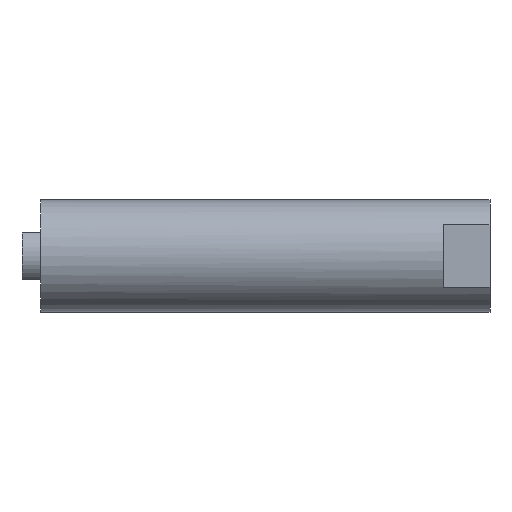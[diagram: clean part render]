
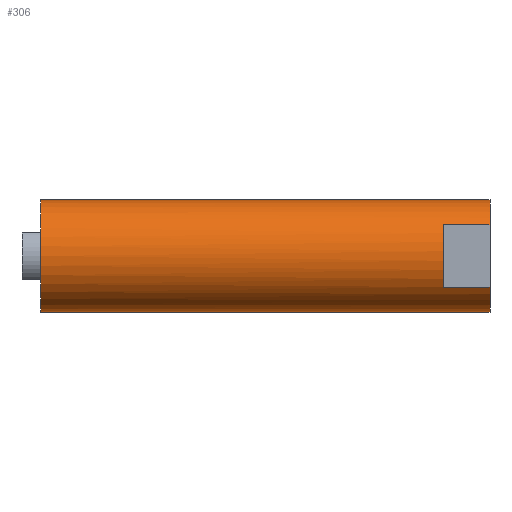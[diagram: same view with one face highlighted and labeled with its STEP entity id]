
A CAD part, left-side view. The second image highlights one B-rep face of the part: STEP entity #306.
In plain terms, the highlighted cylindrical face has radius 6 mm (diameter 12 mm), a partial arc.
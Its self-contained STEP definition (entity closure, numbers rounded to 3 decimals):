
#10 = CARTESIAN_POINT ( 'NONE',  ( 0., 0., 6. ) ) ;
#19 = CARTESIAN_POINT ( 'NONE',  ( 0., 48., 6. ) ) ;
#25 = CARTESIAN_POINT ( 'NONE',  ( 0., 48., -6. ) ) ;
#28 = CARTESIAN_POINT ( 'NONE',  ( -5., 5., -3.317 ) ) ;
#36 = CARTESIAN_POINT ( 'NONE',  ( -5., 0., 3.317 ) ) ;
#40 = CARTESIAN_POINT ( 'NONE',  ( -5., 0., -3.317 ) ) ;
#41 = CARTESIAN_POINT ( 'NONE',  ( 0., 0., -6. ) ) ;
#48 = VECTOR ( 'NONE', #277, 1000. ) ;
#49 = LINE ( 'NONE', #278, #48 ) ;
#79 = CARTESIAN_POINT ( 'NONE',  ( -5., 5., 3.317 ) ) ;
#136 = AXIS2_PLACEMENT_3D ( 'NONE', #257, #265, #258 ) ;
#161 = AXIS2_PLACEMENT_3D ( 'NONE', #269, #243, #239 ) ;
#169 = AXIS2_PLACEMENT_3D ( 'NONE', #282, #281, #279 ) ;
#239 = DIRECTION ( 'NONE',  ( 0., 0., -1. ) ) ;
#243 = DIRECTION ( 'NONE',  ( 0., -1., 0. ) ) ;
#257 = CARTESIAN_POINT ( 'NONE',  ( 0., 0., 0. ) ) ;
#258 = DIRECTION ( 'NONE',  ( 0., 0., -1. ) ) ;
#265 = DIRECTION ( 'NONE',  ( 0., -1., 0. ) ) ;
#269 = CARTESIAN_POINT ( 'NONE',  ( 0., 48., 0. ) ) ;
#273 = DIRECTION ( 'NONE',  ( 0., -1., 0. ) ) ;
#277 = DIRECTION ( 'NONE',  ( 0., -1., 0. ) ) ;
#278 = CARTESIAN_POINT ( 'NONE',  ( -5., 5., 3.317 ) ) ;
#279 = DIRECTION ( 'NONE',  ( 0., 0., -1. ) ) ;
#281 = DIRECTION ( 'NONE',  ( 0., -1., 0. ) ) ;
#282 = CARTESIAN_POINT ( 'NONE',  ( 0., 5., 0. ) ) ;
#306 = ADVANCED_FACE ( 'NONE', ( #450 ), #451, .T. ) ;
#326 = AXIS2_PLACEMENT_3D ( 'NONE', #821, #820, #794 ) ;
#356 = EDGE_CURVE ( 'NONE', #639, #628, #696, .T. ) ;
#364 = EDGE_CURVE ( 'NONE', #641, #625, #435, .T. ) ;
#383 = EDGE_CURVE ( 'NONE', #610, #641, #853, .T. ) ;
#388 = EDGE_CURVE ( 'NONE', #578, #628, #735, .T. ) ;
#390 = EDGE_CURVE ( 'NONE', #610, #639, #728, .T. ) ;
#392 = EDGE_CURVE ( 'NONE', #609, #578, #729, .T. ) ;
#395 = EDGE_CURVE ( 'NONE', #577, #609, #730, .T. ) ;
#397 = EDGE_CURVE ( 'NONE', #577, #625, #49, .T. ) ;
#402 = AXIS2_PLACEMENT_3D ( 'NONE', #499, #470, #543 ) ;
#435 = CIRCLE ( 'NONE', #326, 6. ) ;
#450 = FACE_OUTER_BOUND ( 'NONE', #570, .T. ) ;
#451 = CYLINDRICAL_SURFACE ( 'NONE', #402, 6. ) ;
#470 = DIRECTION ( 'NONE',  ( 0., -1., 0. ) ) ;
#499 = CARTESIAN_POINT ( 'NONE',  ( 0., 0., 0. ) ) ;
#543 = DIRECTION ( 'NONE',  ( 0., 0., -1. ) ) ;
#570 = EDGE_LOOP ( 'NONE', ( #894, #867, #864, #893, #891, #873, #887, #890 ) ) ;
#577 = VERTEX_POINT ( 'NONE', #79 ) ;
#578 = VERTEX_POINT ( 'NONE', #40 ) ;
#609 = VERTEX_POINT ( 'NONE', #28 ) ;
#610 = VERTEX_POINT ( 'NONE', #19 ) ;
#625 = VERTEX_POINT ( 'NONE', #36 ) ;
#628 = VERTEX_POINT ( 'NONE', #41 ) ;
#639 = VERTEX_POINT ( 'NONE', #25 ) ;
#641 = VERTEX_POINT ( 'NONE', #10 ) ;
#696 = LINE ( 'NONE', #797, #709 ) ;
#709 = VECTOR ( 'NONE', #806, 1000. ) ;
#726 = VECTOR ( 'NONE', #273, 1000. ) ;
#728 = CIRCLE ( 'NONE', #161, 6. ) ;
#729 = LINE ( 'NONE', #834, #726 ) ;
#730 = CIRCLE ( 'NONE', #169, 6. ) ;
#735 = CIRCLE ( 'NONE', #136, 6. ) ;
#736 = VECTOR ( 'NONE', #781, 1000. ) ;
#781 = DIRECTION ( 'NONE',  ( 0., -1., 0. ) ) ;
#794 = DIRECTION ( 'NONE',  ( 0., 0., -1. ) ) ;
#797 = CARTESIAN_POINT ( 'NONE',  ( 0., 0., -6. ) ) ;
#806 = DIRECTION ( 'NONE',  ( 0., -1., 0. ) ) ;
#820 = DIRECTION ( 'NONE',  ( 0., -1., 0. ) ) ;
#821 = CARTESIAN_POINT ( 'NONE',  ( 0., 0., 0. ) ) ;
#824 = CARTESIAN_POINT ( 'NONE',  ( 0., 0., 6. ) ) ;
#834 = CARTESIAN_POINT ( 'NONE',  ( -5., 5., -3.317 ) ) ;
#853 = LINE ( 'NONE', #824, #736 ) ;
#864 = ORIENTED_EDGE ( 'NONE', *, *, #356, .T. ) ;
#867 = ORIENTED_EDGE ( 'NONE', *, *, #390, .T. ) ;
#873 = ORIENTED_EDGE ( 'NONE', *, *, #395, .F. ) ;
#887 = ORIENTED_EDGE ( 'NONE', *, *, #397, .T. ) ;
#890 = ORIENTED_EDGE ( 'NONE', *, *, #364, .F. ) ;
#891 = ORIENTED_EDGE ( 'NONE', *, *, #392, .F. ) ;
#893 = ORIENTED_EDGE ( 'NONE', *, *, #388, .F. ) ;
#894 = ORIENTED_EDGE ( 'NONE', *, *, #383, .F. ) ;
